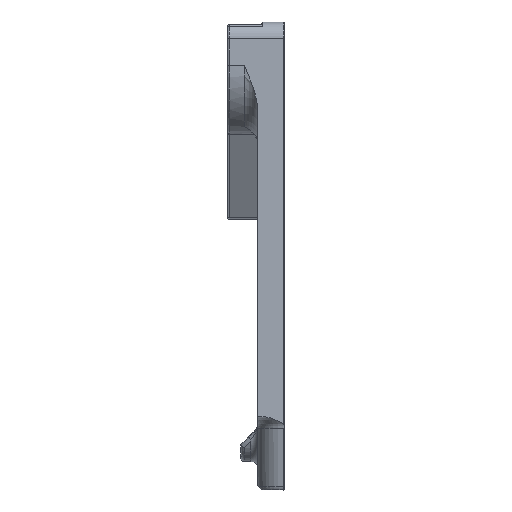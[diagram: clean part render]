
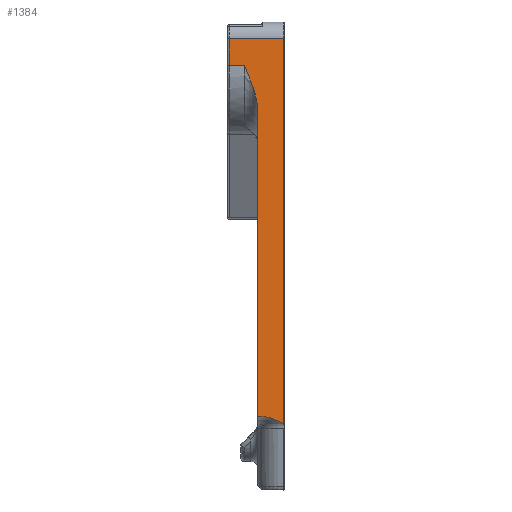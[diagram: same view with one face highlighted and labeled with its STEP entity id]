
A CAD part, left-side view. The second image highlights one B-rep face of the part: STEP entity #1384.
In plain terms, the highlighted planar face has unit normal (-1, 0, 0).
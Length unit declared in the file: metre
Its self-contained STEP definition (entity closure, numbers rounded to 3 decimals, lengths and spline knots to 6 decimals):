
#1384 = ADVANCED_FACE( '', ( #3773 ), #3774, .F. );
#3773 = FACE_OUTER_BOUND( '', #7479, .T. );
#3774 = PLANE( '', #7480 );
#7479 = EDGE_LOOP( '', ( #13120, #13121, #13122, #13123, #13124, #13125, #13126, #13127 ) );
#7480 = AXIS2_PLACEMENT_3D( '', #13128, #13129, #13130 );
#13120 = ORIENTED_EDGE( '', *, *, #23046, .T. );
#13121 = ORIENTED_EDGE( '', *, *, #23047, .T. );
#13122 = ORIENTED_EDGE( '', *, *, #23048, .T. );
#13123 = ORIENTED_EDGE( '', *, *, #23049, .T. );
#13124 = ORIENTED_EDGE( '', *, *, #23050, .T. );
#13125 = ORIENTED_EDGE( '', *, *, #23051, .T. );
#13126 = ORIENTED_EDGE( '', *, *, #23052, .T. );
#13127 = ORIENTED_EDGE( '', *, *, #23053, .T. );
#13128 = CARTESIAN_POINT( '', ( -0.102, 0.048998, -0.006 ) );
#13129 = DIRECTION( '', ( 1., 0., 0. ) );
#13130 = DIRECTION( '', ( 0., 1., 0. ) );
#23046 = EDGE_CURVE( '', #27561, #27562, #27563, .T. );
#23047 = EDGE_CURVE( '', #27562, #27564, #27565, .T. );
#23048 = EDGE_CURVE( '', #27564, #27566, #27567, .T. );
#23049 = EDGE_CURVE( '', #27566, #27568, #27569, .T. );
#23050 = EDGE_CURVE( '', #27568, #27570, #27571, .T. );
#23051 = EDGE_CURVE( '', #27570, #27572, #27573, .F. );
#23052 = EDGE_CURVE( '', #27572, #27574, #27575, .T. );
#23053 = EDGE_CURVE( '', #27574, #27561, #27576, .T. );
#27561 = VERTEX_POINT( '', #34061 );
#27562 = VERTEX_POINT( '', #34062 );
#27563 = B_SPLINE_CURVE_WITH_KNOTS( '', 3, ( #34063, #34064, #34065, #34066, #34067, #34068, #34069, #34070 ), .UNSPECIFIED., .F., .F., ( 4, 2, 2, 4 ), ( 0.022544, 0.024334, 0.026124, 0.029704 ), .UNSPECIFIED. );
#27564 = VERTEX_POINT( '', #34071 );
#27565 = LINE( '', #34072, #34073 );
#27566 = VERTEX_POINT( '', #34074 );
#27567 = LINE( '', #34075, #34076 );
#27568 = VERTEX_POINT( '', #34077 );
#27569 = LINE( '', #34078, #34079 );
#27570 = VERTEX_POINT( '', #34080 );
#27571 = LINE( '', #34081, #34082 );
#27572 = VERTEX_POINT( '', #34083 );
#27573 = B_SPLINE_CURVE_WITH_KNOTS( '', 3, ( #34084, #34085, #34086, #34087, #34088, #34089, #34090, #34091, #34092, #34093, #34094, #34095, #34096, #34097, #34098, #34099 ), .UNSPECIFIED., .F., .F., ( 4, 2, 2, 2, 2, 2, 2, 4 ), ( 0., 0.003544, 0.005315, 0.007087, 0.010631, 0.012403, 0.013289, 0.014175 ), .UNSPECIFIED. );
#27574 = VERTEX_POINT( '', #34100 );
#27575 = LINE( '', #34101, #34102 );
#27576 = LINE( '', #34103, #34104 );
#34061 = CARTESIAN_POINT( '', ( -0.102, 0.058069, 0.005 ) );
#34062 = CARTESIAN_POINT( '', ( -0.102, 0.05125, 0.002799 ) );
#34063 = CARTESIAN_POINT( '', ( -0.102, 0.058069, 0.005 ) );
#34064 = CARTESIAN_POINT( '', ( -0.102, 0.057466, 0.005 ) );
#34065 = CARTESIAN_POINT( '', ( -0.102, 0.056865, 0.004931 ) );
#34066 = CARTESIAN_POINT( '', ( -0.102, 0.055672, 0.00469 ) );
#34067 = CARTESIAN_POINT( '', ( -0.102, 0.055094, 0.004521 ) );
#34068 = CARTESIAN_POINT( '', ( -0.102, 0.053396, 0.003917 ) );
#34069 = CARTESIAN_POINT( '', ( -0.102, 0.05231, 0.003381 ) );
#34070 = CARTESIAN_POINT( '', ( -0.102, 0.05125, 0.002799 ) );
#34071 = CARTESIAN_POINT( '', ( -0.102, 0.05125, 0.118 ) );
#34072 = CARTESIAN_POINT( '', ( -0.102, 0.05125, 0.118 ) );
#34073 = VECTOR( '', #42692, 1. );
#34074 = CARTESIAN_POINT( '', ( -0.102, 0.0675, 0.118 ) );
#34075 = CARTESIAN_POINT( '', ( -0.102, 0.048998, 0.118 ) );
#34076 = VECTOR( '', #42693, 1. );
#34077 = CARTESIAN_POINT( '', ( -0.102, 0.0675, 0.11 ) );
#34078 = CARTESIAN_POINT( '', ( -0.102, 0.0675, 0.11 ) );
#34079 = VECTOR( '', #42694, 1. );
#34080 = CARTESIAN_POINT( '', ( -0.102, 0.063, 0.11 ) );
#34081 = CARTESIAN_POINT( '', ( -0.102, 0.063, 0.11 ) );
#34082 = VECTOR( '', #42695, 1. );
#34083 = CARTESIAN_POINT( '', ( -0.102, 0.059, 0.096435 ) );
#34084 = CARTESIAN_POINT( '', ( -0.102, 0.059, 0.096435 ) );
#34085 = CARTESIAN_POINT( '', ( -0.102, 0.059, 0.097634 ) );
#34086 = CARTESIAN_POINT( '', ( -0.102, 0.059152, 0.098806 ) );
#34087 = CARTESIAN_POINT( '', ( -0.102, 0.05951, 0.100542 ) );
#34088 = CARTESIAN_POINT( '', ( -0.102, 0.059652, 0.101117 ) );
#34089 = CARTESIAN_POINT( '', ( -0.102, 0.059971, 0.102261 ) );
#34090 = CARTESIAN_POINT( '', ( -0.102, 0.060148, 0.10283 ) );
#34091 = CARTESIAN_POINT( '', ( -0.102, 0.060717, 0.10452 ) );
#34092 = CARTESIAN_POINT( '', ( -0.102, 0.061146, 0.105627 ) );
#34093 = CARTESIAN_POINT( '', ( -0.102, 0.061824, 0.107274 ) );
#34094 = CARTESIAN_POINT( '', ( -0.102, 0.062055, 0.10782 ) );
#34095 = CARTESIAN_POINT( '', ( -0.102, 0.062408, 0.108639 ) );
#34096 = CARTESIAN_POINT( '', ( -0.102, 0.062526, 0.108911 ) );
#34097 = CARTESIAN_POINT( '', ( -0.102, 0.062762, 0.109456 ) );
#34098 = CARTESIAN_POINT( '', ( -0.102, 0.062882, 0.109729 ) );
#34099 = CARTESIAN_POINT( '', ( -0.102, 0.063, 0.11 ) );
#34100 = CARTESIAN_POINT( '', ( -0.102, 0.059, 0.005 ) );
#34101 = CARTESIAN_POINT( '', ( -0.102, 0.059, -0.006 ) );
#34102 = VECTOR( '', #42696, 1. );
#34103 = CARTESIAN_POINT( '', ( -0.102, 0.048998, 0.005 ) );
#34104 = VECTOR( '', #42697, 1. );
#42692 = DIRECTION( '', ( 0., 0., 1. ) );
#42693 = DIRECTION( '', ( 0., 1., 0. ) );
#42694 = DIRECTION( '', ( 0., 0., -1. ) );
#42695 = DIRECTION( '', ( 0., -1., 0. ) );
#42696 = DIRECTION( '', ( 0., 0., -1. ) );
#42697 = DIRECTION( '', ( 0., -1., 0. ) );
